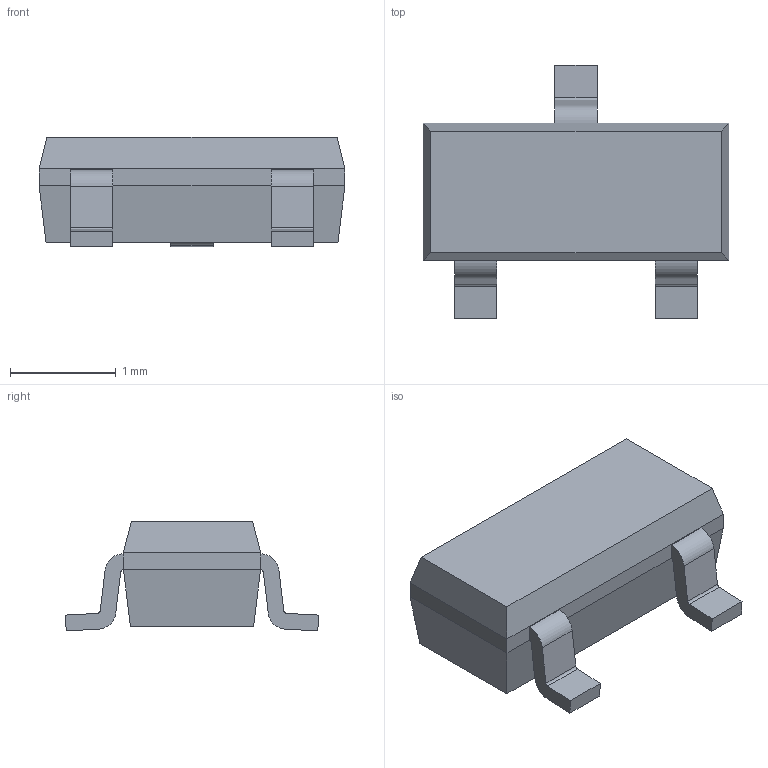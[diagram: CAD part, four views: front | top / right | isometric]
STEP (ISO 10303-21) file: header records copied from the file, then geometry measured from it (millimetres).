
FILE_DESCRIPTION( ( 'Unknown' ), '1' );
FILE_NAME( '824022.stp', 'Unknown', ( 'Unknown' ), ( 'Unknown' ), 'XStep 1.0', 'Unknown', ' ' );
FILE_SCHEMA( ( 'automotive_design' ) );
Length unit declared in the file: millimetre
Products named in the file (1): 1
Bounding box: 2.9 x 2.4 x 1.04 mm (x, y, z)
Volume: 3.7 mm3; surface area: 17.9 mm2
Topology: 1 solids, 1 shells, 47 faces, 121 edges, 76 vertices
Faces by surface type: plane 35, cylinder 12
Entity records: 1799 total; most frequent: CARTESIAN_POINT 245, ORIENTED_EDGE 242, DIRECTION 241, EDGE_CURVE 121, LINE 97, VECTOR 97, VERTEX_POINT 76, AXIS2_PLACEMENT_3D 72
